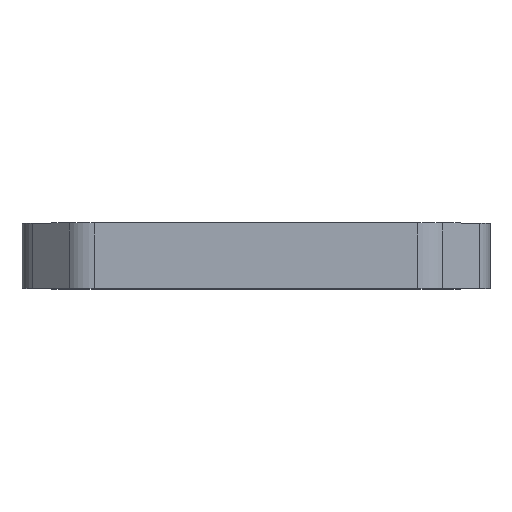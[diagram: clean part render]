
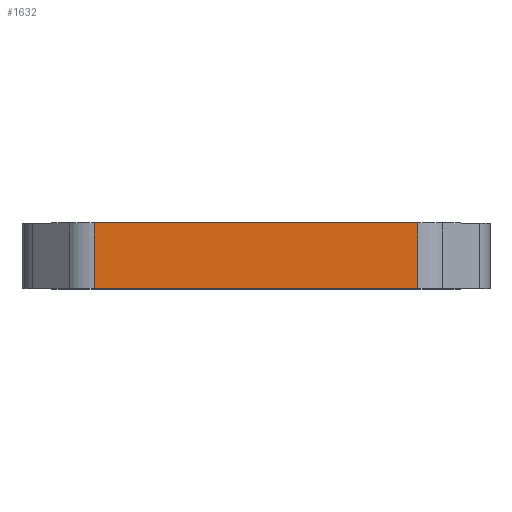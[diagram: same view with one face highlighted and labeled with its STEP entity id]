
A CAD part, top view. The second image highlights one B-rep face of the part: STEP entity #1632.
In plain terms, the highlighted planar face has unit normal (0, 0, 1).
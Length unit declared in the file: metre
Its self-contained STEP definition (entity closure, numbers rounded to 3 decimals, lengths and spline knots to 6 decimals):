
#67=LINE('',#2383,#200);
#112=LINE('',#2526,#245);
#175=LINE('',#2782,#308);
#182=LINE('',#2794,#315);
#200=VECTOR('',#1876,1.);
#245=VECTOR('',#1989,1.);
#308=VECTOR('',#2282,1.);
#315=VECTOR('',#2299,1.);
#688=ORIENTED_EDGE('',*,*,#993,.T.);
#689=ORIENTED_EDGE('',*,*,#794,.T.);
#690=ORIENTED_EDGE('',*,*,#986,.F.);
#691=ORIENTED_EDGE('',*,*,#866,.F.);
#794=EDGE_CURVE('',#1021,#1020,#67,.T.);
#866=EDGE_CURVE('',#1084,#1085,#112,.T.);
#986=EDGE_CURVE('',#1085,#1020,#175,.T.);
#993=EDGE_CURVE('',#1084,#1021,#182,.T.);
#1020=VERTEX_POINT('',#2382);
#1021=VERTEX_POINT('',#2384);
#1084=VERTEX_POINT('',#2525);
#1085=VERTEX_POINT('',#2527);
#1368=EDGE_LOOP('',(#688,#689,#690,#691));
#1499=FACE_BOUND('',#1368,.T.);
#1555=PLANE('',#1827);
#1632=ADVANCED_FACE('',(#1499),#1555,.F.);
#1827=AXIS2_PLACEMENT_3D('',#2795,#2300,#2301);
#1876=DIRECTION('',(1.,0.,0.));
#1989=DIRECTION('',(1.,0.,0.));
#2282=DIRECTION('',(0.,-1.,0.));
#2299=DIRECTION('',(0.,-1.,0.));
#2300=DIRECTION('',(0.,0.,-1.));
#2301=DIRECTION('',(-1.,0.,0.));
#2382=CARTESIAN_POINT('',(0.044027,-0.02286,0.063732));
#2383=CARTESIAN_POINT('',(0.,-0.02286,0.063732));
#2384=CARTESIAN_POINT('',(-0.044027,-0.02286,0.063732));
#2525=CARTESIAN_POINT('',(-0.044027,-0.00508,0.063732));
#2526=CARTESIAN_POINT('',(0.,-0.00508,0.063732));
#2527=CARTESIAN_POINT('',(0.044027,-0.00508,0.063732));
#2782=CARTESIAN_POINT('',(0.044027,0.00254,0.063732));
#2794=CARTESIAN_POINT('',(-0.044027,0.00254,0.063732));
#2795=CARTESIAN_POINT('',(0.,0.00254,0.063732));
